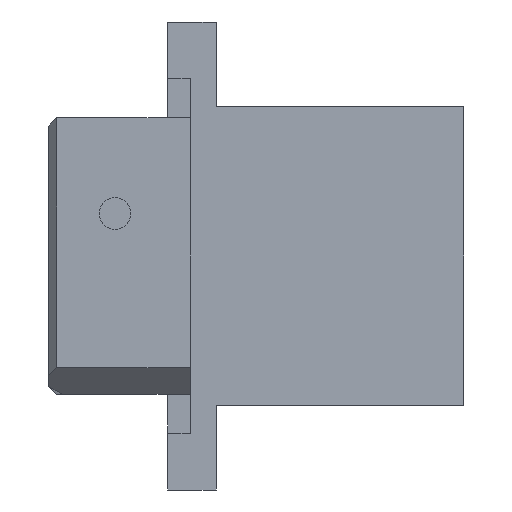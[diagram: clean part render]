
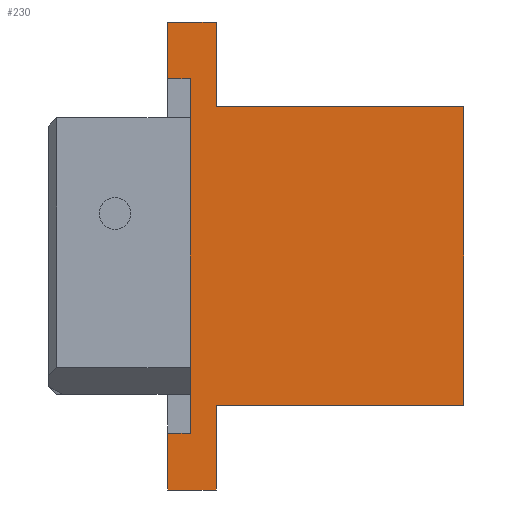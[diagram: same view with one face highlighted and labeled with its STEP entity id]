
A CAD part, left-side view. The second image highlights one B-rep face of the part: STEP entity #230.
In plain terms, the highlighted planar face has unit normal (-1, 0, 0).
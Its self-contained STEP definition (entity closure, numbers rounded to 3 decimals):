
#230=ADVANCED_FACE('',(#511),#375,.T.);
#375=PLANE('',#2933);
#511=FACE_OUTER_BOUND('',#681,.T.);
#681=EDGE_LOOP('',(#1353,#1354,#1355,#1356,#1357,#1358,#1359,#1360,#1361,
#1362,#1363,#1364));
#1353=ORIENTED_EDGE('',*,*,#2038,.T.);
#1354=ORIENTED_EDGE('',*,*,#2036,.T.);
#1355=ORIENTED_EDGE('',*,*,#2035,.F.);
#1356=ORIENTED_EDGE('',*,*,#1923,.T.);
#1357=ORIENTED_EDGE('',*,*,#1927,.T.);
#1358=ORIENTED_EDGE('',*,*,#1937,.T.);
#1359=ORIENTED_EDGE('',*,*,#1939,.T.);
#1360=ORIENTED_EDGE('',*,*,#1942,.T.);
#1361=ORIENTED_EDGE('',*,*,#1945,.T.);
#1362=ORIENTED_EDGE('',*,*,#1948,.T.);
#1363=ORIENTED_EDGE('',*,*,#2039,.F.);
#1364=ORIENTED_EDGE('',*,*,#2040,.T.);
#1600=VERTEX_POINT('',#4113);
#1601=VERTEX_POINT('',#4115);
#1603=VERTEX_POINT('',#4121);
#1610=VERTEX_POINT('',#4141);
#1611=VERTEX_POINT('',#4145);
#1613=VERTEX_POINT('',#4151);
#1615=VERTEX_POINT('',#4157);
#1617=VERTEX_POINT('',#4163);
#1675=VERTEX_POINT('',#4336);
#1676=VERTEX_POINT('',#4340);
#1677=VERTEX_POINT('',#4344);
#1678=VERTEX_POINT('',#4346);
#1923=EDGE_CURVE('',#1601,#1600,#2289,.T.);
#1927=EDGE_CURVE('',#1600,#1603,#2293,.T.);
#1937=EDGE_CURVE('',#1603,#1610,#2303,.T.);
#1939=EDGE_CURVE('',#1610,#1611,#2305,.T.);
#1942=EDGE_CURVE('',#1611,#1613,#2308,.T.);
#1945=EDGE_CURVE('',#1613,#1615,#2311,.T.);
#1948=EDGE_CURVE('',#1615,#1617,#2314,.T.);
#2035=EDGE_CURVE('',#1601,#1675,#2401,.T.);
#2036=EDGE_CURVE('',#1676,#1675,#2402,.T.);
#2038=EDGE_CURVE('',#1677,#1676,#2404,.T.);
#2039=EDGE_CURVE('',#1678,#1617,#2405,.T.);
#2040=EDGE_CURVE('',#1678,#1677,#2406,.T.);
#2289=LINE('',#4114,#2653);
#2293=LINE('',#4122,#2657);
#2303=LINE('',#4142,#2667);
#2305=LINE('',#4146,#2669);
#2308=LINE('',#4152,#2672);
#2311=LINE('',#4158,#2675);
#2314=LINE('',#4164,#2678);
#2401=LINE('',#4337,#2765);
#2402=LINE('',#4339,#2766);
#2404=LINE('',#4343,#2768);
#2405=LINE('',#4345,#2769);
#2406=LINE('',#4347,#2770);
#2653=VECTOR('',#3380,1.);
#2657=VECTOR('',#3386,1.);
#2667=VECTOR('',#3402,1.);
#2669=VECTOR('',#3406,1.);
#2672=VECTOR('',#3411,1.);
#2675=VECTOR('',#3416,1.);
#2678=VECTOR('',#3421,1.);
#2765=VECTOR('',#3564,1.);
#2766=VECTOR('',#3567,1.);
#2768=VECTOR('',#3571,1.);
#2769=VECTOR('',#3572,1.);
#2770=VECTOR('',#3573,1.);
#2933=AXIS2_PLACEMENT_3D('',#4348,#3574,#3575);
#3380=DIRECTION('',(0.,-1.,0.));
#3386=DIRECTION('',(0.,0.,1.));
#3402=DIRECTION('',(0.,-1.,0.));
#3406=DIRECTION('',(0.,0.,1.));
#3411=DIRECTION('',(0.,1.,0.));
#3416=DIRECTION('',(0.,0.,1.));
#3421=DIRECTION('',(0.,1.,0.));
#3564=DIRECTION('',(0.,0.,1.));
#3567=DIRECTION('',(0.,1.,0.));
#3571=DIRECTION('',(0.,0.,-1.));
#3572=DIRECTION('',(0.,0.,1.));
#3573=DIRECTION('',(0.,-1.,0.));
#3574=DIRECTION('',(-1.,0.,0.));
#3575=DIRECTION('',(0.,-1.,0.));
#4113=CARTESIAN_POINT('',(-7.4,14.82,-14.));
#4114=CARTESIAN_POINT('',(-7.4,17.72,-14.));
#4115=CARTESIAN_POINT('',(-7.4,17.72,-14.));
#4121=CARTESIAN_POINT('',(-7.4,14.82,-8.925));
#4122=CARTESIAN_POINT('',(-7.4,14.82,-14.));
#4141=CARTESIAN_POINT('',(-7.4,0.,-8.925));
#4142=CARTESIAN_POINT('',(-7.4,14.82,-8.925));
#4145=CARTESIAN_POINT('',(-7.4,0.,8.925));
#4146=CARTESIAN_POINT('',(-7.4,0.,-8.925));
#4151=CARTESIAN_POINT('',(-7.4,14.82,8.925));
#4152=CARTESIAN_POINT('',(-7.4,0.,8.925));
#4157=CARTESIAN_POINT('',(-7.4,14.82,14.));
#4158=CARTESIAN_POINT('',(-7.4,14.82,8.925));
#4163=CARTESIAN_POINT('',(-7.4,17.72,14.));
#4164=CARTESIAN_POINT('',(-7.4,14.82,14.));
#4336=CARTESIAN_POINT('',(-7.4,17.72,-10.6));
#4337=CARTESIAN_POINT('',(-7.4,17.72,-14.));
#4339=CARTESIAN_POINT('',(-7.4,16.37,-10.6));
#4340=CARTESIAN_POINT('',(-7.4,16.37,-10.6));
#4343=CARTESIAN_POINT('',(-7.4,16.37,10.6));
#4344=CARTESIAN_POINT('',(-7.4,16.37,10.6));
#4345=CARTESIAN_POINT('',(-7.4,17.72,10.6));
#4346=CARTESIAN_POINT('',(-7.4,17.72,10.6));
#4347=CARTESIAN_POINT('',(-7.4,17.72,10.6));
#4348=CARTESIAN_POINT('',(-7.4,17.72,-15.));
